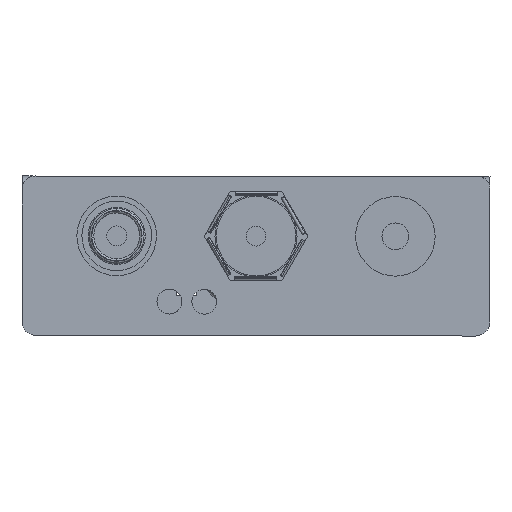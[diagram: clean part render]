
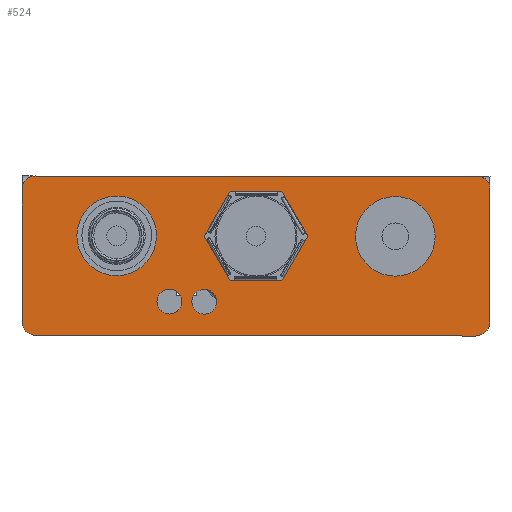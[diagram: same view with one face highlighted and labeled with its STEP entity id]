
A CAD part, left-side view. The second image highlights one B-rep face of the part: STEP entity #524.
In plain terms, the highlighted planar face has unit normal (-1, 0, 0).
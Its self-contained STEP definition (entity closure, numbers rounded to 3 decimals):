
#524=ADVANCED_FACE('25:4664',(#1122,#1123,#1124,#1125,#1126,#1127),#1128,.T.);
#1122=FACE_BOUND('',#1854,.T.);
#1123=FACE_BOUND('',#1855,.T.);
#1124=FACE_BOUND('',#1856,.T.);
#1125=FACE_BOUND('',#1857,.T.);
#1126=FACE_BOUND('',#1858,.T.);
#1127=FACE_OUTER_BOUND('',#1859,.T.);
#1128=PLANE('',#1860);
#1854=EDGE_LOOP('',(#3047,#3048));
#1855=EDGE_LOOP('',(#3049,#3050));
#1856=EDGE_LOOP('',(#3051,#3052));
#1857=EDGE_LOOP('',(#3053,#3054));
#1858=EDGE_LOOP('',(#3055,#3056));
#1859=EDGE_LOOP('',(#3057,#3058,#3059,#3060,#3061,#3062,#3063,#3064,#3065,#3066,#3067,#3068));
#1860=AXIS2_PLACEMENT_3D('',#3069,#3070,#3071);
#3047=ORIENTED_EDGE('',*,*,#4918,.F.);
#3048=ORIENTED_EDGE('',*,*,#4919,.F.);
#3049=ORIENTED_EDGE('',*,*,#4856,.F.);
#3050=ORIENTED_EDGE('',*,*,#4683,.F.);
#3051=ORIENTED_EDGE('',*,*,#4711,.F.);
#3052=ORIENTED_EDGE('',*,*,#4920,.F.);
#3053=ORIENTED_EDGE('',*,*,#4921,.F.);
#3054=ORIENTED_EDGE('',*,*,#4922,.F.);
#3055=ORIENTED_EDGE('',*,*,#4868,.F.);
#3056=ORIENTED_EDGE('',*,*,#4859,.F.);
#3057=ORIENTED_EDGE('',*,*,#4533,.F.);
#3058=ORIENTED_EDGE('',*,*,#4777,.T.);
#3059=ORIENTED_EDGE('',*,*,#4923,.F.);
#3060=ORIENTED_EDGE('',*,*,#4914,.F.);
#3061=ORIENTED_EDGE('',*,*,#4751,.T.);
#3062=ORIENTED_EDGE('',*,*,#4924,.F.);
#3063=ORIENTED_EDGE('',*,*,#4691,.F.);
#3064=ORIENTED_EDGE('',*,*,#4603,.F.);
#3065=ORIENTED_EDGE('',*,*,#4925,.F.);
#3066=ORIENTED_EDGE('',*,*,#4926,.F.);
#3067=ORIENTED_EDGE('',*,*,#4927,.F.);
#3068=ORIENTED_EDGE('',*,*,#4928,.F.);
#3069=CARTESIAN_POINT('',(-84.0,42.0,0.0));
#3070=DIRECTION('',(-1.0,0.0,0.0));
#3071=DIRECTION('',(0.0,0.0,1.0));
#4533=EDGE_CURVE('',#5418,#5413,#5420,.F.);
#4603=EDGE_CURVE('',#5538,#5541,#5542,.F.);
#4683=EDGE_CURVE('',#5676,#5679,#5680,.T.);
#4691=EDGE_CURVE('',#5541,#5685,#5693,.F.);
#4711=EDGE_CURVE('',#5725,#5721,#5727,.T.);
#4751=EDGE_CURVE('',#5763,#5793,#5795,.T.);
#4777=EDGE_CURVE('',#5418,#5837,#5839,.F.);
#4856=EDGE_CURVE('',#5679,#5676,#5968,.T.);
#4859=EDGE_CURVE('',#5970,#5972,#5973,.F.);
#4868=EDGE_CURVE('',#5972,#5970,#5985,.F.);
#4914=EDGE_CURVE('',#5763,#6052,#6055,.F.);
#4918=EDGE_CURVE('',#6059,#6060,#6061,.T.);
#4919=EDGE_CURVE('',#6060,#6059,#6062,.T.);
#4920=EDGE_CURVE('',#5721,#5725,#6063,.T.);
#4921=EDGE_CURVE('',#6064,#6065,#6066,.F.);
#4922=EDGE_CURVE('',#6065,#6064,#6067,.F.);
#4923=EDGE_CURVE('',#6052,#5837,#6068,.F.);
#4924=EDGE_CURVE('',#5685,#5793,#6069,.F.);
#4925=EDGE_CURVE('',#6070,#5538,#6071,.F.);
#4926=EDGE_CURVE('',#6072,#6070,#6073,.F.);
#4927=EDGE_CURVE('',#6074,#6072,#6075,.F.);
#4928=EDGE_CURVE('',#5413,#6074,#6076,.F.);
#5413=VERTEX_POINT('',#6700);
#5418=VERTEX_POINT('',#6706);
#5420=CIRCLE('',#6709,1.36);
#5538=VERTEX_POINT('',#6865);
#5541=VERTEX_POINT('',#6869);
#5542=LINE('',#6870,#6871);
#5676=VERTEX_POINT('',#7043);
#5679=VERTEX_POINT('',#7047);
#5680=CIRCLE('',#7048,4.0);
#5685=VERTEX_POINT('',#7054);
#5693=CIRCLE('',#7064,1.13);
#5721=VERTEX_POINT('',#7098);
#5725=VERTEX_POINT('',#7103);
#5727=CIRCLE('',#7106,4.0);
#5763=VERTEX_POINT('',#7152);
#5793=VERTEX_POINT('',#7193);
#5795=LINE('',#7196,#7197);
#5837=VERTEX_POINT('',#7254);
#5839=LINE('',#7257,#7258);
#5968=CIRCLE('',#7437,4.0);
#5970=VERTEX_POINT('',#7439);
#5972=VERTEX_POINT('',#7442);
#5973=CIRCLE('',#7443,1.25);
#5985=CIRCLE('',#7459,1.25);
#6052=VERTEX_POINT('',#7547);
#6055=CIRCLE('',#7551,1.42);
#6059=VERTEX_POINT('',#7555);
#6060=VERTEX_POINT('',#7556);
#6061=CIRCLE('',#7557,4.0);
#6062=CIRCLE('',#7558,4.0);
#6063=CIRCLE('',#7559,4.0);
#6064=VERTEX_POINT('',#7560);
#6065=VERTEX_POINT('',#7561);
#6066=CIRCLE('',#7562,1.25);
#6067=CIRCLE('',#7563,1.25);
#6068=CIRCLE('',#7564,1.42);
#6069=CIRCLE('',#7565,1.13);
#6070=VERTEX_POINT('',#7566);
#6071=CIRCLE('',#7567,1.3);
#6072=VERTEX_POINT('',#7568);
#6073=CIRCLE('',#7569,1.3);
#6074=VERTEX_POINT('',#7570);
#6075=LINE('',#7571,#7572);
#6076=CIRCLE('',#7573,1.36);
#6700=CARTESIAN_POINT('',(-84.0,41.602,0.398));
#6706=CARTESIAN_POINT('',(-84.0,40.64,0.0));
#6709=AXIS2_PLACEMENT_3D('',#8361,#8362,#8363);
#6865=CARTESIAN_POINT('',(-84.0,40.7,16.0));
#6869=CARTESIAN_POINT('',(-84.0,-3.87,16.0));
#6870=CARTESIAN_POINT('',(-84.0,21.0,16.0));
#6871=VECTOR('',#8448,1.0);
#7043=CARTESIAN_POINT('',(-84.0,22.5,10.0));
#7047=CARTESIAN_POINT('',(-84.0,14.5,10.0));
#7048=AXIS2_PLACEMENT_3D('',#8566,#8567,#8568);
#7054=CARTESIAN_POINT('',(-84.0,-4.669,15.669));
#7064=AXIS2_PLACEMENT_3D('',#8581,#8582,#8583);
#7098=CARTESIAN_POINT('',(-84.0,28.5,10.0));
#7103=CARTESIAN_POINT('',(-84.0,36.5,10.0));
#7106=AXIS2_PLACEMENT_3D('',#8610,#8611,#8612);
#7152=CARTESIAN_POINT('',(-84.0,-5.0,1.42));
#7193=CARTESIAN_POINT('',(-84.0,-5.0,14.87));
#7196=CARTESIAN_POINT('',(-84.0,-5.0,0.0));
#7197=VECTOR('',#8671,1.0);
#7254=CARTESIAN_POINT('',(-84.0,-3.58,0.0));
#7257=CARTESIAN_POINT('',(-84.0,21.0,0.0));
#7258=VECTOR('',#8700,1.0);
#7437=AXIS2_PLACEMENT_3D('',#8802,#8803,#8804);
#7439=CARTESIAN_POINT('',(-84.0,25.94,3.4));
#7442=CARTESIAN_POINT('',(-84.0,28.44,3.4));
#7443=AXIS2_PLACEMENT_3D('',#8806,#8807,#8808);
#7459=AXIS2_PLACEMENT_3D('',#8819,#8820,#8821);
#7547=CARTESIAN_POINT('',(-84.0,-4.584,0.416));
#7551=AXIS2_PLACEMENT_3D('',#8880,#8881,#8882);
#7555=CARTESIAN_POINT('',(-84.0,0.5,10.0));
#7556=CARTESIAN_POINT('',(-84.0,8.5,10.0));
#7557=AXIS2_PLACEMENT_3D('',#8886,#8887,#8888);
#7558=AXIS2_PLACEMENT_3D('',#8889,#8890,#8891);
#7559=AXIS2_PLACEMENT_3D('',#8892,#8893,#8894);
#7560=CARTESIAN_POINT('',(-84.0,24.94,3.4));
#7561=CARTESIAN_POINT('',(-84.0,22.44,3.4));
#7562=AXIS2_PLACEMENT_3D('',#8895,#8896,#8897);
#7563=AXIS2_PLACEMENT_3D('',#8898,#8899,#8900);
#7564=AXIS2_PLACEMENT_3D('',#8901,#8902,#8903);
#7565=AXIS2_PLACEMENT_3D('',#8904,#8905,#8906);
#7566=CARTESIAN_POINT('',(-84.0,41.619,15.619));
#7567=AXIS2_PLACEMENT_3D('',#8907,#8908,#8909);
#7568=CARTESIAN_POINT('',(-84.0,42.0,14.7));
#7569=AXIS2_PLACEMENT_3D('',#8910,#8911,#8912);
#7570=CARTESIAN_POINT('',(-84.0,42.0,1.36));
#7571=CARTESIAN_POINT('',(-84.0,42.0,0.0));
#7572=VECTOR('',#8913,1.0);
#7573=AXIS2_PLACEMENT_3D('',#8914,#8915,#8916);
#8361=CARTESIAN_POINT('',(-84.0,40.64,1.36));
#8362=DIRECTION('',(-1.0,0.0,0.0));
#8363=DIRECTION('',(0.0,0.707,-0.707));
#8448=DIRECTION('',(0.0,1.0,-0.0));
#8566=CARTESIAN_POINT('',(-84.0,18.5,10.0));
#8567=DIRECTION('',(-1.0,0.0,0.0));
#8568=DIRECTION('',(0.0,-1.0,0.0));
#8581=CARTESIAN_POINT('',(-84.0,-3.87,14.87));
#8582=DIRECTION('',(-1.0,0.0,0.0));
#8583=DIRECTION('',(0.0,-0.707,0.707));
#8610=CARTESIAN_POINT('',(-84.0,32.5,10.0));
#8611=DIRECTION('',(-1.0,0.0,0.0));
#8612=DIRECTION('',(0.0,-1.0,0.0));
#8671=DIRECTION('',(0.0,0.0,1.0));
#8700=DIRECTION('',(0.0,1.0,-0.0));
#8802=CARTESIAN_POINT('',(-84.0,18.5,10.0));
#8803=DIRECTION('',(-1.0,0.0,0.0));
#8804=DIRECTION('',(0.0,-1.0,0.0));
#8806=CARTESIAN_POINT('',(-84.0,27.19,3.4));
#8807=DIRECTION('',(1.0,0.0,-0.0));
#8808=DIRECTION('',(0.0,-1.0,0.0));
#8819=CARTESIAN_POINT('',(-84.0,27.19,3.4));
#8820=DIRECTION('',(1.0,0.0,-0.0));
#8821=DIRECTION('',(0.0,-1.0,0.0));
#8880=CARTESIAN_POINT('',(-84.0,-3.58,1.42));
#8881=DIRECTION('',(-1.0,-0.0,0.0));
#8882=DIRECTION('',(0.0,-0.707,-0.707));
#8886=CARTESIAN_POINT('',(-84.0,4.5,10.0));
#8887=DIRECTION('',(-1.0,0.0,0.0));
#8888=DIRECTION('',(0.0,-1.0,0.0));
#8889=CARTESIAN_POINT('',(-84.0,4.5,10.0));
#8890=DIRECTION('',(-1.0,0.0,0.0));
#8891=DIRECTION('',(0.0,-1.0,0.0));
#8892=CARTESIAN_POINT('',(-84.0,32.5,10.0));
#8893=DIRECTION('',(-1.0,0.0,0.0));
#8894=DIRECTION('',(0.0,-1.0,0.0));
#8895=CARTESIAN_POINT('',(-84.0,23.69,3.4));
#8896=DIRECTION('',(1.0,0.0,-0.0));
#8897=DIRECTION('',(0.0,-1.0,0.0));
#8898=CARTESIAN_POINT('',(-84.0,23.69,3.4));
#8899=DIRECTION('',(1.0,0.0,-0.0));
#8900=DIRECTION('',(0.0,-1.0,0.0));
#8901=CARTESIAN_POINT('',(-84.0,-3.58,1.42));
#8902=DIRECTION('',(-1.0,-0.0,0.0));
#8903=DIRECTION('',(0.0,-0.707,-0.707));
#8904=CARTESIAN_POINT('',(-84.0,-3.87,14.87));
#8905=DIRECTION('',(-1.0,0.0,0.0));
#8906=DIRECTION('',(0.0,-0.707,0.707));
#8907=CARTESIAN_POINT('',(-84.0,40.7,14.7));
#8908=DIRECTION('',(-1.0,0.0,0.0));
#8909=DIRECTION('',(0.0,0.707,0.707));
#8910=CARTESIAN_POINT('',(-84.0,40.7,14.7));
#8911=DIRECTION('',(-1.0,0.0,0.0));
#8912=DIRECTION('',(0.0,0.707,0.707));
#8913=DIRECTION('',(0.0,0.0,-1.0));
#8914=CARTESIAN_POINT('',(-84.0,40.64,1.36));
#8915=DIRECTION('',(-1.0,0.0,0.0));
#8916=DIRECTION('',(0.0,0.707,-0.707));
